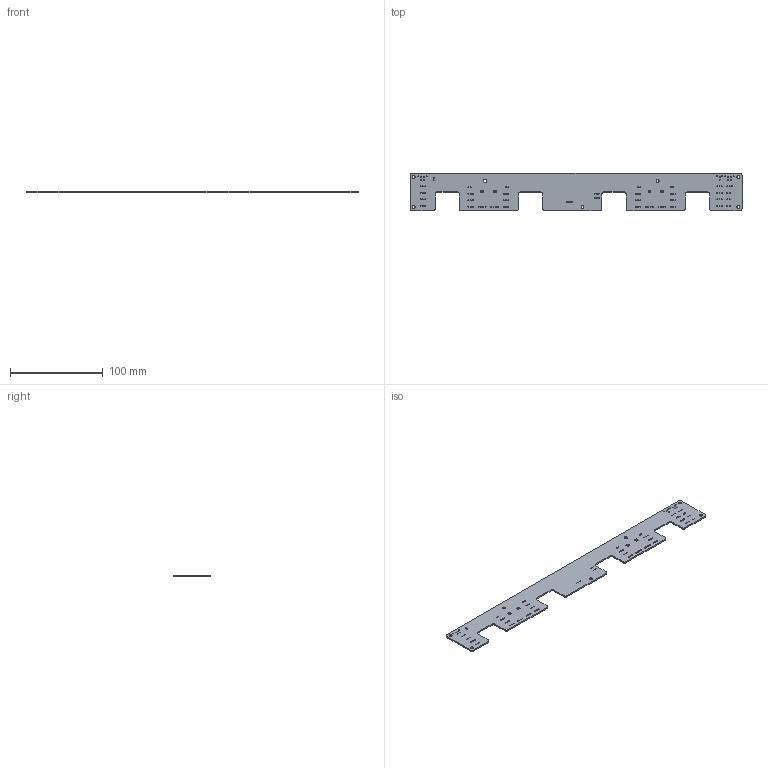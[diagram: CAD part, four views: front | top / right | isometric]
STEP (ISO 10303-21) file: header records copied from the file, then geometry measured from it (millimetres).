
FILE_DESCRIPTION(('KiCad electronic assembly'),'2;1');
FILE_NAME('turtleboard.step','2025-03-07T13:51:40',('Pcbnew'),('Kicad'), 'Open CASCADE STEP processor 7.8','KiCad to STEP converter','Unknown' );
FILE_SCHEMA(('AUTOMOTIVE_DESIGN { 1 0 10303 214 1 1 1 1 }'));
Length unit declared in the file: millimetre
Products named in the file (2): turtleboard 1; turtleboard_PCB
Assembly tree (1 placements, depth 2):
  turtleboard 1
    turtleboard_PCB
Bounding box: 358 x 40 x 1.51 mm (x, y, z)
Volume: 18257.7 mm3; surface area: 26350 mm2
Topology: 1 solids, 1 shells, 273 faces, 813 edges, 542 vertices
Faces by surface type: cylinder 251, plane 22
Full cylindrical faces by diameter (mm): 0.2 x100, 0.5 x5, 0.73 x8, 0.95 x79, 1 x16, 1.02 x16, 3.2 x7
Entity records: 10430 total; most frequent: DIRECTION 1865, CARTESIAN_POINT 1630, ORIENTED_EDGE 1626, EDGE_CURVE 813, AXIS2_PLACEMENT_3D 777, FACE_BOUND 735, EDGE_LOOP 735, VERTEX_POINT 542
